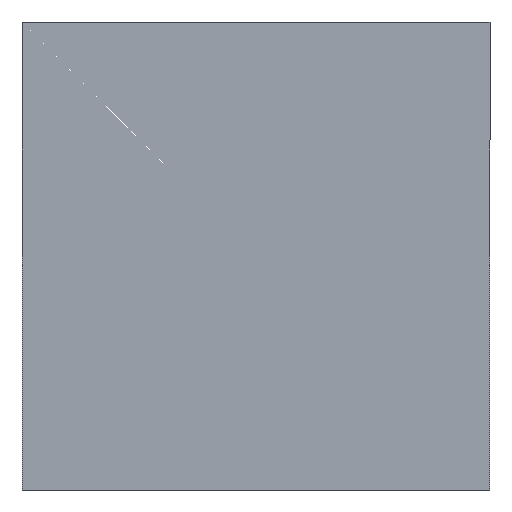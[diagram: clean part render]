
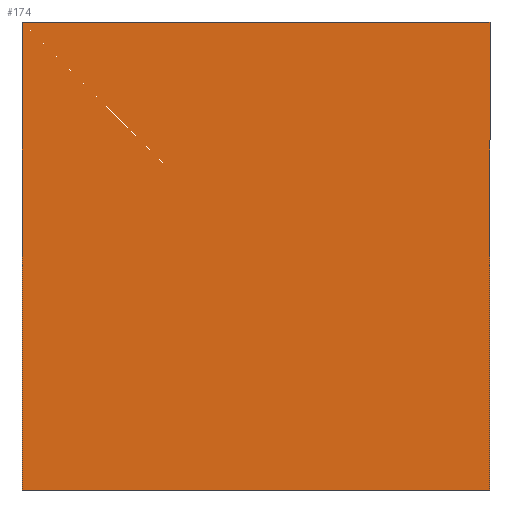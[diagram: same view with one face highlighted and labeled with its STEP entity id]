
A CAD part, front view. The second image highlights one B-rep face of the part: STEP entity #174.
In plain terms, the highlighted planar face has unit normal (0, -1, 0).
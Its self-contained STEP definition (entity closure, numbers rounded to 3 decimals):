
#5 = VECTOR ( 'NONE', #149, 1000. ) ;
#7 = LINE ( 'NONE', #77, #112 ) ;
#17 = DIRECTION ( 'NONE',  ( 0., 1., 0. ) ) ;
#24 = CARTESIAN_POINT ( 'NONE',  ( -100., 0., 100. ) ) ;
#25 = CARTESIAN_POINT ( 'NONE',  ( -100., 0., -100. ) ) ;
#31 = DIRECTION ( 'NONE',  ( 0., 0., 1. ) ) ;
#38 = VECTOR ( 'NONE', #60, 1000. ) ;
#40 = FACE_OUTER_BOUND ( 'NONE', #171, .T. ) ;
#42 = DIRECTION ( 'NONE',  ( -1., 0., 0. ) ) ;
#49 = CARTESIAN_POINT ( 'NONE',  ( 0., 0., 0. ) ) ;
#52 = LINE ( 'NONE', #61, #38 ) ;
#56 = VERTEX_POINT ( 'NONE', #120 ) ;
#60 = DIRECTION ( 'NONE',  ( 0., 0., 1. ) ) ;
#61 = CARTESIAN_POINT ( 'NONE',  ( -100., 0., -100. ) ) ;
#68 = VERTEX_POINT ( 'NONE', #25 ) ;
#77 = CARTESIAN_POINT ( 'NONE',  ( -100., 0., -100. ) ) ;
#84 = ORIENTED_EDGE ( 'NONE', *, *, #159, .F. ) ;
#100 = LINE ( 'NONE', #182, #139 ) ;
#111 = VERTEX_POINT ( 'NONE', #181 ) ;
#112 = VECTOR ( 'NONE', #42, 1000. ) ;
#120 = CARTESIAN_POINT ( 'NONE',  ( -100., 0., 100. ) ) ;
#121 = CARTESIAN_POINT ( 'NONE',  ( 100., 0., -100. ) ) ;
#124 = PLANE ( 'NONE',  #178 ) ;
#125 = EDGE_CURVE ( 'NONE', #56, #111, #187, .T. ) ;
#127 = ORIENTED_EDGE ( 'NONE', *, *, #125, .F. ) ;
#131 = ORIENTED_EDGE ( 'NONE', *, *, #189, .F. ) ;
#136 = EDGE_CURVE ( 'NONE', #68, #56, #52, .T. ) ;
#137 = VERTEX_POINT ( 'NONE', #121 ) ;
#139 = VECTOR ( 'NONE', #200, 1000. ) ;
#149 = DIRECTION ( 'NONE',  ( 1., 0., 0. ) ) ;
#159 = EDGE_CURVE ( 'NONE', #137, #68, #7, .T. ) ;
#171 = EDGE_LOOP ( 'NONE', ( #131, #127, #184, #84 ) ) ;
#174 = ADVANCED_FACE ( 'NONE', ( #40 ), #124, .F. ) ;
#178 = AXIS2_PLACEMENT_3D ( 'NONE', #49, #17, #31 ) ;
#181 = CARTESIAN_POINT ( 'NONE',  ( 100., 0., 100. ) ) ;
#182 = CARTESIAN_POINT ( 'NONE',  ( 100., 0., -100. ) ) ;
#184 = ORIENTED_EDGE ( 'NONE', *, *, #136, .F. ) ;
#187 = LINE ( 'NONE', #24, #5 ) ;
#189 = EDGE_CURVE ( 'NONE', #111, #137, #100, .T. ) ;
#200 = DIRECTION ( 'NONE',  ( 0., 0., -1. ) ) ;
